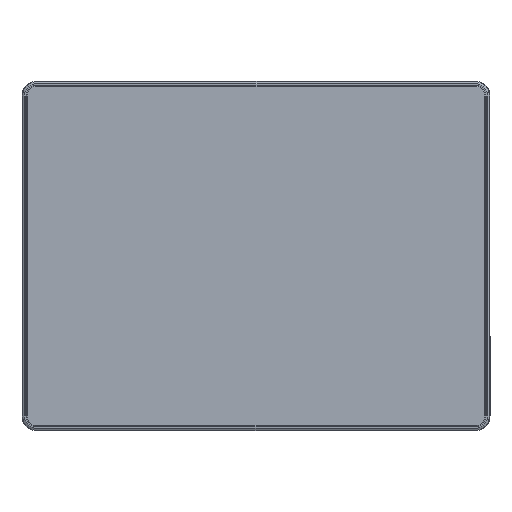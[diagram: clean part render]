
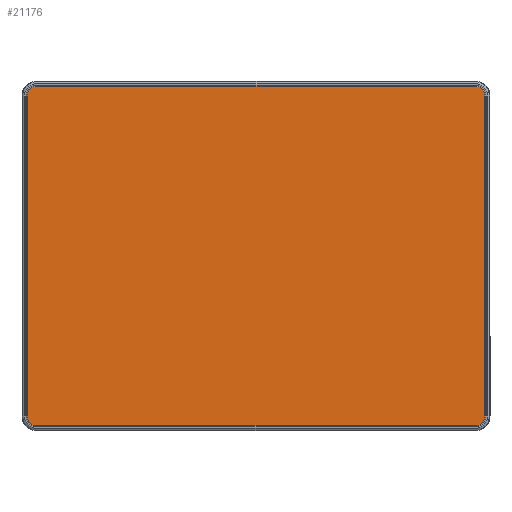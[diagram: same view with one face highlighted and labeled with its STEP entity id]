
A CAD part, top view. The second image highlights one B-rep face of the part: STEP entity #21176.
In plain terms, the highlighted planar face has unit normal (0, 0, 1).
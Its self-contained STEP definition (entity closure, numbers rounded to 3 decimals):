
#1672=CIRCLE('',#23335,6.6);
#1674=CIRCLE('',#23339,6.6);
#1675=CIRCLE('',#23342,6.6);
#1676=CIRCLE('',#23345,6.6);
#3211=FACE_OUTER_BOUND('',#4618,.T.);
#4618=EDGE_LOOP('',(#18837,#18838,#18839,#18840,#18841,#18842,#18843,#18844));
#6526=LINE('',#40514,#8109);
#6530=LINE('',#40526,#8113);
#6534=LINE('',#40537,#8117);
#6538=LINE('',#40546,#8121);
#8109=VECTOR('',#28959,216.);
#8113=VECTOR('',#28971,296.);
#8117=VECTOR('',#28983,216.);
#8121=VECTOR('',#28993,296.);
#10062=VERTEX_POINT('',#40511);
#10063=VERTEX_POINT('',#40513);
#10065=VERTEX_POINT('',#40519);
#10067=VERTEX_POINT('',#40524);
#10069=VERTEX_POINT('',#40531);
#10070=VERTEX_POINT('',#40535);
#10071=VERTEX_POINT('',#40540);
#10072=VERTEX_POINT('',#40544);
#13010=EDGE_CURVE('',#10062,#10063,#6526,.T.);
#13014=EDGE_CURVE('',#10065,#10062,#1672,.T.);
#13016=EDGE_CURVE('',#10067,#10065,#6530,.T.);
#13020=EDGE_CURVE('',#10069,#10067,#1674,.T.);
#13022=EDGE_CURVE('',#10070,#10069,#6534,.T.);
#13025=EDGE_CURVE('',#10071,#10070,#1675,.T.);
#13027=EDGE_CURVE('',#10072,#10071,#6538,.T.);
#13028=EDGE_CURVE('',#10063,#10072,#1676,.T.);
#18837=ORIENTED_EDGE('',*,*,#13010,.F.);
#18838=ORIENTED_EDGE('',*,*,#13014,.F.);
#18839=ORIENTED_EDGE('',*,*,#13016,.F.);
#18840=ORIENTED_EDGE('',*,*,#13020,.F.);
#18841=ORIENTED_EDGE('',*,*,#13022,.F.);
#18842=ORIENTED_EDGE('',*,*,#13025,.F.);
#18843=ORIENTED_EDGE('',*,*,#13027,.F.);
#18844=ORIENTED_EDGE('',*,*,#13028,.F.);
#19944=PLANE('',#23349);
#21176=ADVANCED_FACE('',(#3211),#19944,.T.);
#23335=AXIS2_PLACEMENT_3D('',#40521,#28966,#28967);
#23339=AXIS2_PLACEMENT_3D('',#40533,#28978,#28979);
#23342=AXIS2_PLACEMENT_3D('',#40542,#28988,#28989);
#23345=AXIS2_PLACEMENT_3D('',#40548,#28996,#28997);
#23349=AXIS2_PLACEMENT_3D('',#40555,#29007,#29008);
#28959=DIRECTION('',(0.,-1.,0.));
#28966=DIRECTION('center_axis',(0.,0.,-1.));
#28967=DIRECTION('ref_axis',(0.707,0.707,0.));
#28971=DIRECTION('',(1.,0.,0.));
#28978=DIRECTION('center_axis',(0.,0.,-1.));
#28979=DIRECTION('ref_axis',(-0.707,0.707,0.));
#28983=DIRECTION('',(0.,1.,0.));
#28988=DIRECTION('center_axis',(0.,0.,-1.));
#28989=DIRECTION('ref_axis',(-0.707,-0.707,0.));
#28993=DIRECTION('',(-1.,0.,0.));
#28996=DIRECTION('center_axis',(0.,0.,-1.));
#28997=DIRECTION('ref_axis',(0.707,-0.707,0.));
#29007=DIRECTION('center_axis',(0.,0.,1.));
#29008=DIRECTION('ref_axis',(1.,0.,0.));
#40511=CARTESIAN_POINT('',(154.6,108.,2.));
#40513=CARTESIAN_POINT('',(154.6,-108.,2.));
#40514=CARTESIAN_POINT('',(154.6,-57.5,2.));
#40519=CARTESIAN_POINT('',(148.,114.6,2.));
#40521=CARTESIAN_POINT('Origin',(148.,108.,2.));
#40524=CARTESIAN_POINT('',(-148.,114.6,2.));
#40526=CARTESIAN_POINT('',(77.5,114.6,2.));
#40531=CARTESIAN_POINT('',(-154.6,108.,2.));
#40533=CARTESIAN_POINT('Origin',(-148.,108.,2.));
#40535=CARTESIAN_POINT('',(-154.6,-108.,2.));
#40537=CARTESIAN_POINT('',(-154.6,57.5,2.));
#40540=CARTESIAN_POINT('',(-148.,-114.6,2.));
#40542=CARTESIAN_POINT('Origin',(-148.,-108.,2.));
#40544=CARTESIAN_POINT('',(148.,-114.6,2.));
#40546=CARTESIAN_POINT('',(-77.5,-114.6,2.));
#40548=CARTESIAN_POINT('Origin',(148.,-108.,2.));
#40555=CARTESIAN_POINT('Origin',(0.,0.,2.));
